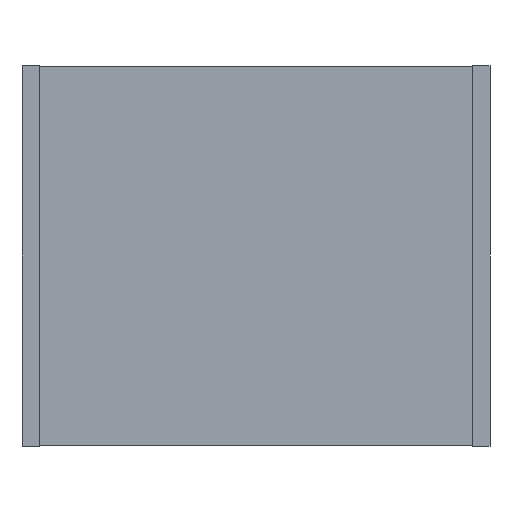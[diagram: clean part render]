
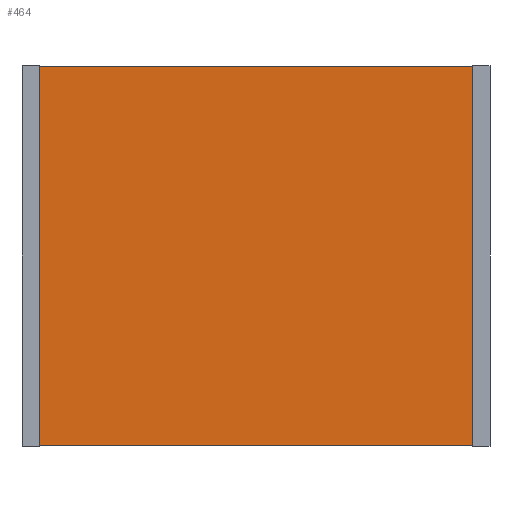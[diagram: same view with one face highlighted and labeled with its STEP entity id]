
A CAD part, front view. The second image highlights one B-rep face of the part: STEP entity #464.
In plain terms, the highlighted planar face has unit normal (0, -1, 0).
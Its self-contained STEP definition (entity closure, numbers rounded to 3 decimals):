
#129 = LINE ( 'NONE', #841, #432 ) ;
#244 = DIRECTION ( 'NONE',  ( 0., 0., -1. ) ) ;
#432 = VECTOR ( 'NONE', #1068, 1000. ) ;
#464 = ADVANCED_FACE ( 'NONE', ( #2454 ), #2264, .T. ) ;
#470 = VECTOR ( 'NONE', #1278, 1000. ) ;
#509 = VECTOR ( 'NONE', #244, 1000. ) ;
#517 = EDGE_CURVE ( 'NONE', #1728, #1313, #1433, .T. ) ;
#526 = CARTESIAN_POINT ( 'NONE',  ( 0., 0., 0. ) ) ;
#567 = CARTESIAN_POINT ( 'NONE',  ( 12.89, 0., 0. ) ) ;
#704 = LINE ( 'NONE', #2227, #470 ) ;
#764 = ORIENTED_EDGE ( 'NONE', *, *, #862, .T. ) ;
#781 = AXIS2_PLACEMENT_3D ( 'NONE', #526, #1466, #1300 ) ;
#815 = CARTESIAN_POINT ( 'NONE',  ( 0.49, 0., 0. ) ) ;
#841 = CARTESIAN_POINT ( 'NONE',  ( 12.89, 0., 0. ) ) ;
#862 = EDGE_CURVE ( 'NONE', #1937, #1313, #2341, .T. ) ;
#915 = CARTESIAN_POINT ( 'NONE',  ( 0.49, 0., -10.88 ) ) ;
#1028 = ORIENTED_EDGE ( 'NONE', *, *, #517, .F. ) ;
#1065 = ORIENTED_EDGE ( 'NONE', *, *, #1661, .F. ) ;
#1068 = DIRECTION ( 'NONE',  ( 0., 0., 1. ) ) ;
#1278 = DIRECTION ( 'NONE',  ( 1., 0., 0. ) ) ;
#1300 = DIRECTION ( 'NONE',  ( 0., 0., -1. ) ) ;
#1313 = VERTEX_POINT ( 'NONE', #915 ) ;
#1433 = LINE ( 'NONE', #2413, #1956 ) ;
#1461 = ORIENTED_EDGE ( 'NONE', *, *, #2440, .T. ) ;
#1466 = DIRECTION ( 'NONE',  ( 0., -1., 0. ) ) ;
#1608 = CARTESIAN_POINT ( 'NONE',  ( 0.49, 0., 0. ) ) ;
#1661 = EDGE_CURVE ( 'NONE', #1937, #2147, #704, .T. ) ;
#1728 = VERTEX_POINT ( 'NONE', #1881 ) ;
#1783 = EDGE_LOOP ( 'NONE', ( #1028, #1461, #1065, #764 ) ) ;
#1881 = CARTESIAN_POINT ( 'NONE',  ( 12.89, 0., -10.88 ) ) ;
#1937 = VERTEX_POINT ( 'NONE', #1608 ) ;
#1956 = VECTOR ( 'NONE', #2389, 1000. ) ;
#2147 = VERTEX_POINT ( 'NONE', #567 ) ;
#2227 = CARTESIAN_POINT ( 'NONE',  ( 0., 0., 0. ) ) ;
#2264 = PLANE ( 'NONE',  #781 ) ;
#2341 = LINE ( 'NONE', #815, #509 ) ;
#2389 = DIRECTION ( 'NONE',  ( -1., 0., 0. ) ) ;
#2413 = CARTESIAN_POINT ( 'NONE',  ( 0., 0., -10.88 ) ) ;
#2440 = EDGE_CURVE ( 'NONE', #1728, #2147, #129, .T. ) ;
#2454 = FACE_OUTER_BOUND ( 'NONE', #1783, .T. ) ;
